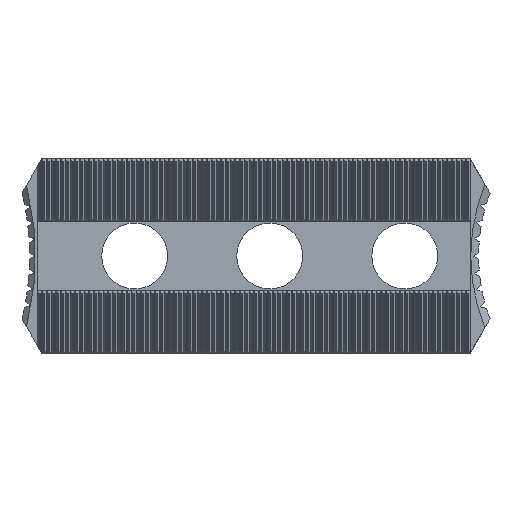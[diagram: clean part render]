
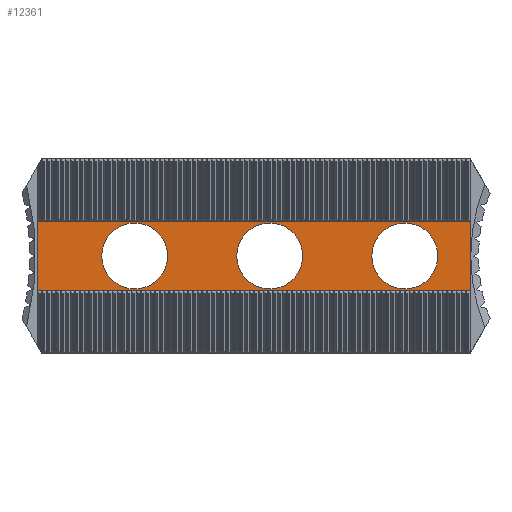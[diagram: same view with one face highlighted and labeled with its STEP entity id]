
A CAD part, left-side view. The second image highlights one B-rep face of the part: STEP entity #12361.
In plain terms, the highlighted planar face has unit normal (-1, 0, 0).
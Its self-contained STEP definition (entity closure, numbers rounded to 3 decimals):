
#321 = FACE_BOUND ( 'NONE', #32853, .T. ) ;
#904 = LINE ( 'NONE', #8507, #46206 ) ;
#1255 = AXIS2_PLACEMENT_3D ( 'NONE', #22968, #3755, #19418 ) ;
#1513 = LINE ( 'NONE', #20720, #10981 ) ;
#1699 = ORIENTED_EDGE ( 'NONE', *, *, #43579, .T. ) ;
#3125 = CARTESIAN_POINT ( 'NONE',  ( 8., 23.5, 10.5 ) ) ;
#3755 = DIRECTION ( 'NONE',  ( -1., 0., 0. ) ) ;
#6330 = VERTEX_POINT ( 'NONE', #19377 ) ;
#6923 = ORIENTED_EDGE ( 'NONE', *, *, #45069, .T. ) ;
#7689 = EDGE_CURVE ( 'NONE', #41528, #41528, #23036, .T. ) ;
#8507 = CARTESIAN_POINT ( 'NONE',  ( 8., 145.386, 11. ) ) ;
#10981 = VECTOR ( 'NONE', #24253, 1000. ) ;
#11432 = FACE_BOUND ( 'NONE', #22393, .T. ) ;
#12075 = VECTOR ( 'NONE', #47803, 1000. ) ;
#12361 = ADVANCED_FACE ( 'NONE', ( #11432, #14997, #321, #38980 ), #26837, .T. ) ;
#14644 = EDGE_CURVE ( 'NONE', #49311, #49311, #47796, .T. ) ;
#14997 = FACE_BOUND ( 'NONE', #28332, .T. ) ;
#15126 = EDGE_CURVE ( 'NONE', #23202, #49116, #904, .T. ) ;
#15651 = EDGE_CURVE ( 'NONE', #36985, #36985, #20466, .T. ) ;
#15995 = CARTESIAN_POINT ( 'NONE',  ( 8., 145.386, 11. ) ) ;
#16731 = CARTESIAN_POINT ( 'NONE',  ( 8., 2.5, 11. ) ) ;
#17273 = CARTESIAN_POINT ( 'NONE',  ( 8., 140.5, -11. ) ) ;
#18000 = LINE ( 'NONE', #33410, #12075 ) ;
#18226 = DIRECTION ( 'NONE',  ( -1., 0., 0. ) ) ;
#19377 = CARTESIAN_POINT ( 'NONE',  ( 8., 2.5, -11. ) ) ;
#19418 = DIRECTION ( 'NONE',  ( 0., 0., 1. ) ) ;
#20466 = CIRCLE ( 'NONE', #39037, 10.5 ) ;
#20530 = DIRECTION ( 'NONE',  ( 0., 0., 1. ) ) ;
#20720 = CARTESIAN_POINT ( 'NONE',  ( 8., 140.5, -31. ) ) ;
#20825 = DIRECTION ( 'NONE',  ( -1., 0., 0. ) ) ;
#22393 = EDGE_LOOP ( 'NONE', ( #37354 ) ) ;
#22436 = AXIS2_PLACEMENT_3D ( 'NONE', #15995, #23573, #45805 ) ;
#22548 = DIRECTION ( 'NONE',  ( 0., 0., 1. ) ) ;
#22968 = CARTESIAN_POINT ( 'NONE',  ( 8., 23.5, 0. ) ) ;
#23036 = CIRCLE ( 'NONE', #1255, 10.5 ) ;
#23202 = VERTEX_POINT ( 'NONE', #34169 ) ;
#23573 = DIRECTION ( 'NONE',  ( -1., 0., 0. ) ) ;
#24253 = DIRECTION ( 'NONE',  ( 0., 0., -1. ) ) ;
#26027 = AXIS2_PLACEMENT_3D ( 'NONE', #33889, #18226, #22548 ) ;
#26837 = PLANE ( 'NONE',  #22436 ) ;
#27131 = ORIENTED_EDGE ( 'NONE', *, *, #15651, .F. ) ;
#28332 = EDGE_LOOP ( 'NONE', ( #27131 ) ) ;
#30423 = ORIENTED_EDGE ( 'NONE', *, *, #14644, .F. ) ;
#32048 = VECTOR ( 'NONE', #20530, 1000. ) ;
#32645 = DIRECTION ( 'NONE',  ( 0., 0., 1. ) ) ;
#32853 = EDGE_LOOP ( 'NONE', ( #30423 ) ) ;
#33410 = CARTESIAN_POINT ( 'NONE',  ( 8., 145.386, -11. ) ) ;
#33889 = CARTESIAN_POINT ( 'NONE',  ( 8., 109.5, 0. ) ) ;
#34169 = CARTESIAN_POINT ( 'NONE',  ( 8., 140.5, 11. ) ) ;
#36439 = ORIENTED_EDGE ( 'NONE', *, *, #15126, .F. ) ;
#36985 = VERTEX_POINT ( 'NONE', #47711 ) ;
#37354 = ORIENTED_EDGE ( 'NONE', *, *, #7689, .F. ) ;
#38771 = EDGE_CURVE ( 'NONE', #42492, #6330, #18000, .T. ) ;
#38980 = FACE_OUTER_BOUND ( 'NONE', #42654, .T. ) ;
#39037 = AXIS2_PLACEMENT_3D ( 'NONE', #47561, #20825, #32645 ) ;
#40782 = CARTESIAN_POINT ( 'NONE',  ( 8., 109.5, 10.5 ) ) ;
#41528 = VERTEX_POINT ( 'NONE', #3125 ) ;
#42492 = VERTEX_POINT ( 'NONE', #17273 ) ;
#42654 = EDGE_LOOP ( 'NONE', ( #6923, #36439, #1699, #47056 ) ) ;
#43374 = DIRECTION ( 'NONE',  ( 0., -1., 0. ) ) ;
#43579 = EDGE_CURVE ( 'NONE', #23202, #42492, #1513, .T. ) ;
#44000 = LINE ( 'NONE', #47025, #32048 ) ;
#45069 = EDGE_CURVE ( 'NONE', #6330, #49116, #44000, .T. ) ;
#45805 = DIRECTION ( 'NONE',  ( 0., 0., 1. ) ) ;
#46206 = VECTOR ( 'NONE', #43374, 1000. ) ;
#47025 = CARTESIAN_POINT ( 'NONE',  ( 8., 2.5, -31. ) ) ;
#47056 = ORIENTED_EDGE ( 'NONE', *, *, #38771, .T. ) ;
#47561 = CARTESIAN_POINT ( 'NONE',  ( 8., 66.5, 0. ) ) ;
#47711 = CARTESIAN_POINT ( 'NONE',  ( 8., 66.5, 10.5 ) ) ;
#47796 = CIRCLE ( 'NONE', #26027, 10.5 ) ;
#47803 = DIRECTION ( 'NONE',  ( 0., -1., 0. ) ) ;
#49116 = VERTEX_POINT ( 'NONE', #16731 ) ;
#49311 = VERTEX_POINT ( 'NONE', #40782 ) ;
